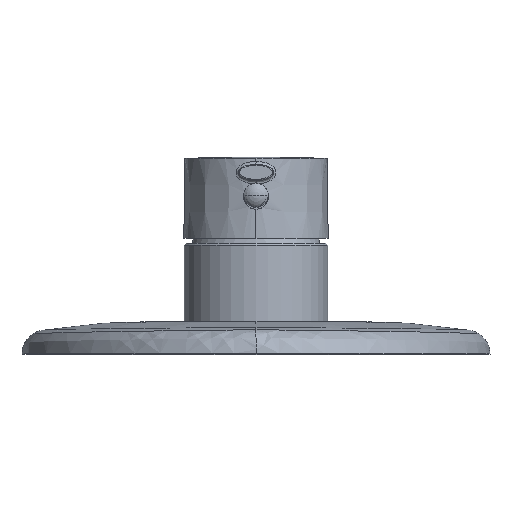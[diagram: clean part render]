
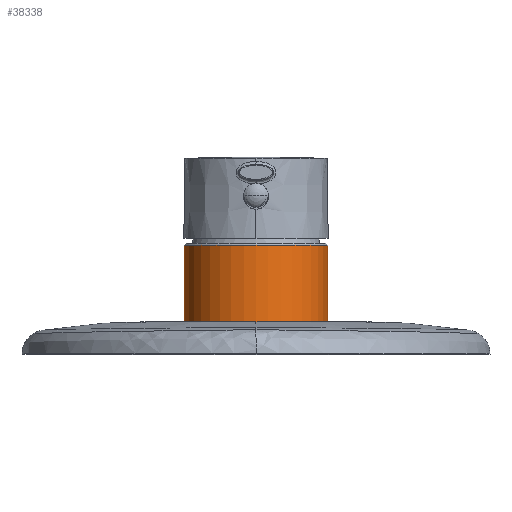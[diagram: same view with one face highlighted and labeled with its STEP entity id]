
A CAD part, top view. The second image highlights one B-rep face of the part: STEP entity #38338.
In plain terms, the highlighted cylindrical face has radius 22.4 mm (diameter 44.8 mm), a partial arc.
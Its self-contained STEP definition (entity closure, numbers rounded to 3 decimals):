
#13448=CARTESIAN_POINT('',(0.,38.2,0.));
#13449=DIRECTION('',(0.,-1.,0.));
#13450=DIRECTION('',(1.,0.,0.));
#13451=AXIS2_PLACEMENT_3D('',#13448,#13449,#13450);
#13453=CARTESIAN_POINT('',(0.,72.,0.));
#13454=DIRECTION('',(0.,1.,0.));
#13455=DIRECTION('',(-1.,0.,0.));
#13456=AXIS2_PLACEMENT_3D('',#13453,#13454,#13455);
#13463=DIRECTION('',(0.,1.,0.));
#13464=VECTOR('',#13463,33.8);
#13465=CARTESIAN_POINT('',(22.4,38.2,0.));
#13466=LINE('',#13465,#13464);
#13472=DIRECTION('',(0.,1.,0.));
#13473=VECTOR('',#13472,33.8);
#13474=CARTESIAN_POINT('',(-22.4,38.2,0.));
#13475=LINE('',#13474,#13473);
#17080=CARTESIAN_POINT('',(22.4,72.,0.));
#17081=CARTESIAN_POINT('',(-22.4,72.,0.));
#17082=VERTEX_POINT('',#17080);
#17083=VERTEX_POINT('',#17081);
#17096=CARTESIAN_POINT('',(22.4,38.2,0.));
#17097=CARTESIAN_POINT('',(-22.4,38.2,0.));
#17098=VERTEX_POINT('',#17096);
#17099=VERTEX_POINT('',#17097);
#38324=CARTESIAN_POINT('',(0.,74.95,0.));
#38325=DIRECTION('',(0.,-1.,0.));
#38326=DIRECTION('',(-1.,0.,0.));
#38327=AXIS2_PLACEMENT_3D('',#38324,#38325,#38326);
#38328=CYLINDRICAL_SURFACE('',#38327,22.4);
#38330=ORIENTED_EDGE('',*,*,#38329,.T.);
#38332=ORIENTED_EDGE('',*,*,#38331,.T.);
#38333=ORIENTED_EDGE('',*,*,#38311,.T.);
#38335=ORIENTED_EDGE('',*,*,#38334,.F.);
#38336=EDGE_LOOP('',(#38330,#38332,#38333,#38335));
#38337=FACE_OUTER_BOUND('',#38336,.F.);
#38338=ADVANCED_FACE('',(#38337),#38328,.T.);
#13452=CIRCLE('',#13451,22.4);
#13457=CIRCLE('',#13456,22.4);
#38311=EDGE_CURVE('',#17083,#17082,#13457,.T.);
#38329=EDGE_CURVE('',#17098,#17099,#13452,.T.);
#38331=EDGE_CURVE('',#17099,#17083,#13475,.T.);
#38334=EDGE_CURVE('',#17098,#17082,#13466,.T.);
